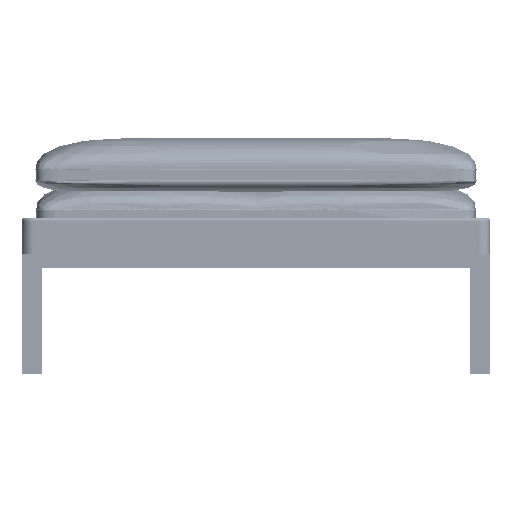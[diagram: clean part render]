
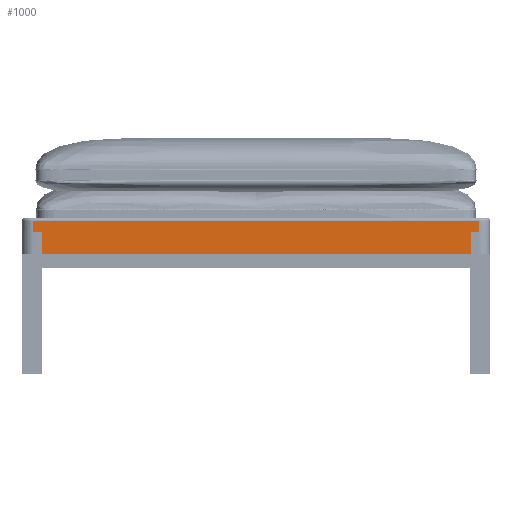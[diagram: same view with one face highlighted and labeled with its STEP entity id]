
A CAD part, left-side view. The second image highlights one B-rep face of the part: STEP entity #1000.
In plain terms, the highlighted planar face has unit normal (-1, 0, 0).
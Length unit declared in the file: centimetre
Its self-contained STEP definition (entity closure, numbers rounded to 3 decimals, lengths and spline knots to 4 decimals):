
#98=(
BOUNDED_CURVE()
B_SPLINE_CURVE(1,(#20852,#20853),.UNSPECIFIED.,.F.,.F.)
B_SPLINE_CURVE_WITH_KNOTS((2,2),(-800.,0.),
 .UNSPECIFIED.)
CURVE()
GEOMETRIC_REPRESENTATION_ITEM()
RATIONAL_B_SPLINE_CURVE((1.,1.))
REPRESENTATION_ITEM('')
);
#387=PLANE('',#8517);
#1000=ADVANCED_FACE('',(#1506),#387,.T.);
#1506=FACE_OUTER_BOUND('',#2012,.T.);
#2012=EDGE_LOOP('',(#3143,#3144,#3145,#3146,#3147,#3148,#3149,#3150));
#3143=ORIENTED_EDGE('',*,*,#5518,.F.);
#3144=ORIENTED_EDGE('',*,*,#5528,.T.);
#3145=ORIENTED_EDGE('',*,*,#5529,.T.);
#3146=ORIENTED_EDGE('',*,*,#5537,.T.);
#3147=ORIENTED_EDGE('',*,*,#5419,.F.);
#3148=ORIENTED_EDGE('',*,*,#5421,.F.);
#3149=ORIENTED_EDGE('',*,*,#5530,.T.);
#3150=ORIENTED_EDGE('',*,*,#5547,.T.);
#5419=EDGE_CURVE('',#7870,#7871,#6749,.T.);
#5421=EDGE_CURVE('',#7873,#7870,#6751,.T.);
#5518=EDGE_CURVE('',#7938,#7939,#6820,.T.);
#5528=EDGE_CURVE('',#7938,#7948,#6827,.T.);
#5529=EDGE_CURVE('',#7948,#7949,#6828,.T.);
#5530=EDGE_CURVE('',#7873,#7950,#6829,.T.);
#5537=EDGE_CURVE('',#7949,#7871,#6834,.T.);
#5547=EDGE_CURVE('',#7950,#7939,#98,.T.);
#6749=B_SPLINE_CURVE_WITH_KNOTS('',1,(#20543,#20544),.UNSPECIFIED.,.F.,
 .F.,(2,2),(0.,40.),.UNSPECIFIED.);
#6751=B_SPLINE_CURVE_WITH_KNOTS('',1,(#20547,#20548),.UNSPECIFIED.,.F.,
 .F.,(2,2),(20.,35.),.UNSPECIFIED.);
#6820=B_SPLINE_CURVE_WITH_KNOTS('',1,(#20779,#20780),.UNSPECIFIED.,.F.,
 .F.,(2,2),(40.,60.),.UNSPECIFIED.);
#6827=B_SPLINE_CURVE_WITH_KNOTS('',1,(#20802,#20803),.UNSPECIFIED.,.F.,
 .F.,(2,2),(20.,35.),.UNSPECIFIED.);
#6828=B_SPLINE_CURVE_WITH_KNOTS('',1,(#20804,#20805),.UNSPECIFIED.,.F.,
 .F.,(2,2),(0.,40.),.UNSPECIFIED.);
#6829=B_SPLINE_CURVE_WITH_KNOTS('',1,(#20806,#20807),.UNSPECIFIED.,.F.,
 .F.,(2,2),(40.,60.),.UNSPECIFIED.);
#6834=B_SPLINE_CURVE_WITH_KNOTS('',1,(#20822,#20823),.UNSPECIFIED.,.F.,
 .F.,(2,2),(-750.,20.),.UNSPECIFIED.);
#7870=VERTEX_POINT('',#19878);
#7871=VERTEX_POINT('',#19879);
#7873=VERTEX_POINT('',#19881);
#7938=VERTEX_POINT('',#19946);
#7939=VERTEX_POINT('',#19947);
#7948=VERTEX_POINT('',#19956);
#7949=VERTEX_POINT('',#19957);
#7950=VERTEX_POINT('',#19958);
#8517=AXIS2_PLACEMENT_3D('',#19391,#8977,$);
#8977=DIRECTION('',(-1.,0.,0.));
#19391=CARTESIAN_POINT('',(-45.5,2.,21.5));
#19878=CARTESIAN_POINT('',(-45.5,3.5,25.5));
#19879=CARTESIAN_POINT('',(-45.5,3.5,21.5));
#19881=CARTESIAN_POINT('',(-45.5,2.,25.5));
#19946=CARTESIAN_POINT('',(-45.5,82.,25.5));
#19947=CARTESIAN_POINT('',(-45.5,82.,27.5));
#19956=CARTESIAN_POINT('',(-45.5,80.5,25.5));
#19957=CARTESIAN_POINT('',(-45.5,80.5,21.5));
#19958=CARTESIAN_POINT('',(-45.5,2.,27.5));
#20543=CARTESIAN_POINT('',(-45.5,3.5,25.5));
#20544=CARTESIAN_POINT('',(-45.5,3.5,21.5));
#20547=CARTESIAN_POINT('',(-45.5,2.,25.5));
#20548=CARTESIAN_POINT('',(-45.5,3.5,25.5));
#20779=CARTESIAN_POINT('',(-45.5,82.,25.5));
#20780=CARTESIAN_POINT('',(-45.5,82.,27.5));
#20802=CARTESIAN_POINT('',(-45.5,82.,25.5));
#20803=CARTESIAN_POINT('',(-45.5,80.5,25.5));
#20804=CARTESIAN_POINT('',(-45.5,80.5,25.5));
#20805=CARTESIAN_POINT('',(-45.5,80.5,21.5));
#20806=CARTESIAN_POINT('',(-45.5,2.,25.5));
#20807=CARTESIAN_POINT('',(-45.5,2.,27.5));
#20822=CARTESIAN_POINT('',(-45.5,80.5,21.5));
#20823=CARTESIAN_POINT('',(-45.5,3.5,21.5));
#20852=CARTESIAN_POINT('',(-45.5,2.,27.5));
#20853=CARTESIAN_POINT('',(-45.5,82.,27.5));
